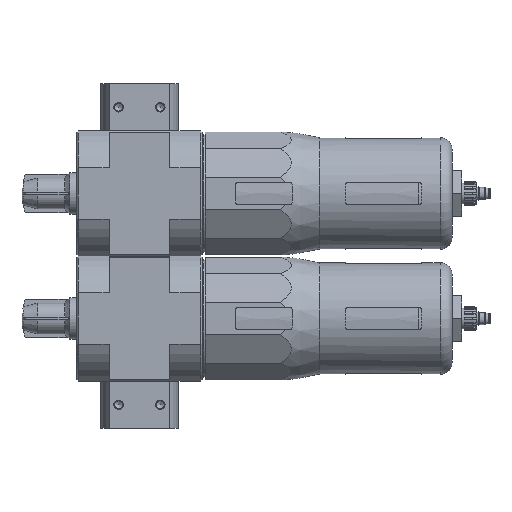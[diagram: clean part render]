
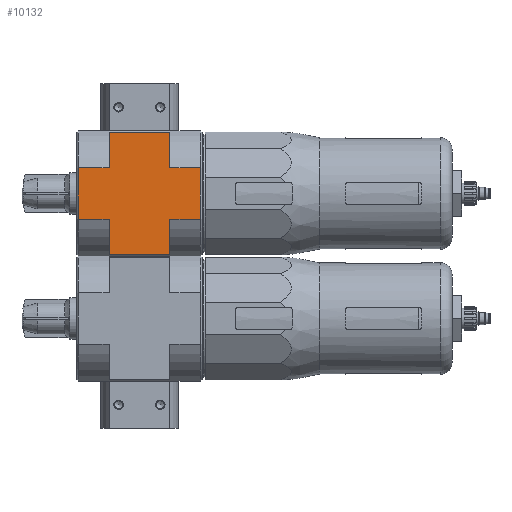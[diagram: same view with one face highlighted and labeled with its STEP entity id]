
A CAD part, left-side view. The second image highlights one B-rep face of the part: STEP entity #10132.
In plain terms, the highlighted face is planar.
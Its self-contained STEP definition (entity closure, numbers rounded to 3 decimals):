
#1993=ORIENTED_EDGE('',*,*,#4581,.T.);
#1994=ORIENTED_EDGE('',*,*,#4582,.F.);
#1995=ORIENTED_EDGE('',*,*,#4583,.T.);
#1996=ORIENTED_EDGE('',*,*,#4584,.F.);
#1997=ORIENTED_EDGE('',*,*,#4531,.T.);
#1998=ORIENTED_EDGE('',*,*,#4585,.T.);
#1999=ORIENTED_EDGE('',*,*,#4586,.F.);
#2000=ORIENTED_EDGE('',*,*,#4587,.T.);
#2001=ORIENTED_EDGE('',*,*,#4588,.F.);
#2002=ORIENTED_EDGE('',*,*,#4589,.T.);
#2003=ORIENTED_EDGE('',*,*,#4533,.F.);
#2004=ORIENTED_EDGE('',*,*,#4590,.F.);
#4531=EDGE_CURVE('',#5883,#5885,#6830,.T.);
#4533=EDGE_CURVE('',#5886,#5888,#6832,.T.);
#4581=EDGE_CURVE('',#5929,#5930,#6869,.F.);
#4582=EDGE_CURVE('',#5931,#5930,#6870,.T.);
#4583=EDGE_CURVE('',#5931,#5932,#6871,.T.);
#4584=EDGE_CURVE('',#5883,#5932,#6872,.T.);
#4585=EDGE_CURVE('',#5885,#5933,#6873,.T.);
#4586=EDGE_CURVE('',#5934,#5933,#6874,.T.);
#4587=EDGE_CURVE('',#5934,#5935,#6875,.T.);
#4588=EDGE_CURVE('',#5936,#5935,#6876,.F.);
#4589=EDGE_CURVE('',#5936,#5888,#6877,.T.);
#4590=EDGE_CURVE('',#5929,#5886,#6878,.T.);
#5883=VERTEX_POINT('',#18570);
#5885=VERTEX_POINT('',#18574);
#5886=VERTEX_POINT('',#18578);
#5888=VERTEX_POINT('',#18581);
#5929=VERTEX_POINT('',#18675);
#5930=VERTEX_POINT('',#18676);
#5931=VERTEX_POINT('',#18678);
#5932=VERTEX_POINT('',#18680);
#5933=VERTEX_POINT('',#18683);
#5934=VERTEX_POINT('',#18685);
#5935=VERTEX_POINT('',#18687);
#5936=VERTEX_POINT('',#18689);
#6830=LINE('',#18575,#7478);
#6832=LINE('',#18580,#7480);
#6869=LINE('',#18674,#7517);
#6870=LINE('',#18677,#7518);
#6871=LINE('',#18679,#7519);
#6872=LINE('',#18681,#7520);
#6873=LINE('',#18682,#7521);
#6874=LINE('',#18684,#7522);
#6875=LINE('',#18686,#7523);
#6876=LINE('',#18688,#7524);
#6877=LINE('',#18690,#7525);
#6878=LINE('',#18691,#7526);
#7478=VECTOR('',#15539,1000.);
#7480=VECTOR('',#15543,1000.);
#7517=VECTOR('',#15612,1000.);
#7518=VECTOR('',#15613,1000.);
#7519=VECTOR('',#15614,1000.);
#7520=VECTOR('',#15615,1000.);
#7521=VECTOR('',#15616,1000.);
#7522=VECTOR('',#15617,1000.);
#7523=VECTOR('',#15618,1000.);
#7524=VECTOR('',#15619,1000.);
#7525=VECTOR('',#15620,1000.);
#7526=VECTOR('',#15621,1000.);
#8162=EDGE_LOOP('',(#1993,#1994,#1995,#1996,#1997,#1998,#1999,#2000,#2001,
#2002,#2003,#2004));
#9023=FACE_BOUND('',#8162,.T.);
#9734=PLANE('',#13890);
#10132=ADVANCED_FACE('',(#9023),#9734,.F.);
#13890=AXIS2_PLACEMENT_3D('',#18673,#15610,#15611);
#15539=DIRECTION('',(0.,-1.,0.));
#15543=DIRECTION('',(0.,-1.,0.));
#15610=DIRECTION('',(0.,0.,1.));
#15611=DIRECTION('',(1.,0.,0.));
#15612=DIRECTION('',(0.,-1.,0.));
#15613=DIRECTION('',(-1.,0.,0.));
#15614=DIRECTION('',(0.,-1.,0.));
#15615=DIRECTION('',(-1.,0.,0.));
#15616=DIRECTION('',(-1.,0.,0.));
#15617=DIRECTION('',(0.,1.,0.));
#15618=DIRECTION('',(-1.,0.,0.));
#15619=DIRECTION('',(0.,1.,0.));
#15620=DIRECTION('',(-1.,0.,0.));
#15621=DIRECTION('',(-1.,0.,0.));
#18570=CARTESIAN_POINT('',(32.2,16.,-33.));
#18574=CARTESIAN_POINT('',(32.2,-16.,-33.));
#18575=CARTESIAN_POINT('',(32.2,33.,-33.));
#18578=CARTESIAN_POINT('',(-32.2,16.,-33.));
#18580=CARTESIAN_POINT('',(-32.2,33.,-33.));
#18581=CARTESIAN_POINT('',(-32.2,-16.,-33.));
#18673=CARTESIAN_POINT('',(32.2,33.,-33.));
#18674=CARTESIAN_POINT('',(-13.619,36.,-33.));
#18675=CARTESIAN_POINT('',(-13.619,16.,-33.));
#18676=CARTESIAN_POINT('',(-13.619,32.2,-33.));
#18677=CARTESIAN_POINT('',(33.,32.2,-33.));
#18678=CARTESIAN_POINT('',(13.619,32.2,-33.));
#18679=CARTESIAN_POINT('',(13.619,36.,-33.));
#18680=CARTESIAN_POINT('',(13.619,16.,-33.));
#18681=CARTESIAN_POINT('',(32.2,16.,-33.));
#18682=CARTESIAN_POINT('',(32.2,-16.,-33.));
#18683=CARTESIAN_POINT('',(13.619,-16.,-33.));
#18684=CARTESIAN_POINT('',(13.619,-36.,-33.));
#18685=CARTESIAN_POINT('',(13.619,-32.2,-33.));
#18686=CARTESIAN_POINT('',(33.,-32.2,-33.));
#18687=CARTESIAN_POINT('',(-13.619,-32.2,-33.));
#18688=CARTESIAN_POINT('',(-13.619,-36.,-33.));
#18689=CARTESIAN_POINT('',(-13.619,-16.,-33.));
#18690=CARTESIAN_POINT('',(32.2,-16.,-33.));
#18691=CARTESIAN_POINT('',(32.2,16.,-33.));
